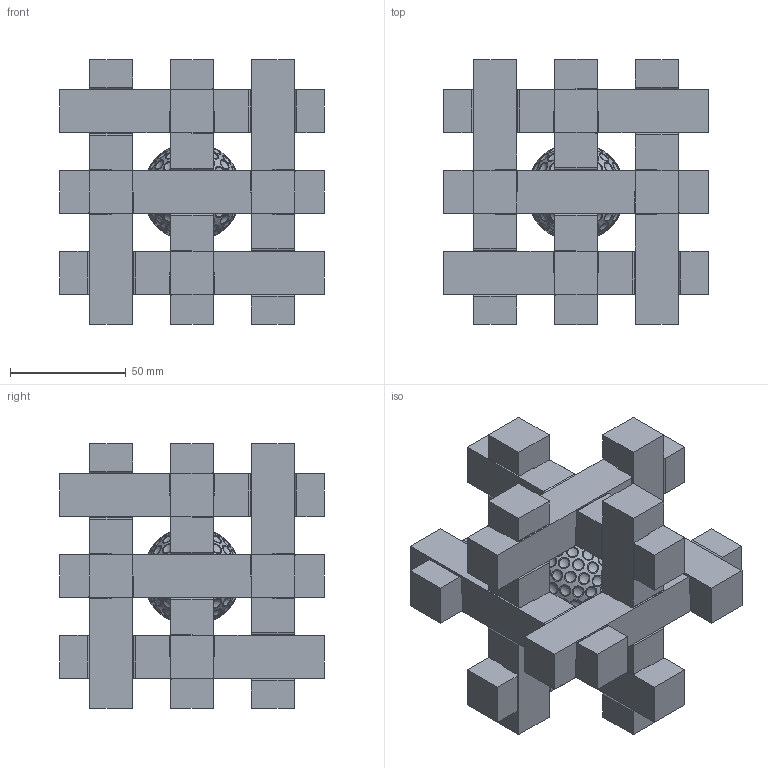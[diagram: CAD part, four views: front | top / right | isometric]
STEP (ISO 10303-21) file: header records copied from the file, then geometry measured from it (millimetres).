
FILE_DESCRIPTION(/* description */ (''),/* implementation_level */ '2;1');
FILE_NAME(/* name */ 'Puzzle.stp',/* time_stamp */ '2019-02-17T15:12:05-05:00',/* author */ ('Mark'),/* organization */ (''),/* preprocessor_version */ 'ST-DEVELOPER v16.1',/* originating_system */ 'Autodesk Inventor 2016',/* authorisation */ '');
FILE_SCHEMA (('AUTOMOTIVE_DESIGN { 1 0 10303 214 3 1 1 }'));
Length unit declared in the file: inch
Products named in the file (7): Part1; Center; Mid_Assy; Part2; Top_Bot; Lopta za golf; Puzzle
Assembly tree (15 placements, depth 4):
  Puzzle
    Mid_Assy
      Center
        Part1  x4
      Part1  x4
    Top_Bot  x2
      Part1
      Part2
    Lopta za golf
Bounding box: 114.3 x 114.3 x 114.3 mm (x, y, z)
Volume: 392709.1 mm3; surface area: 115235.1 mm2
Topology: 13 solids, 13 shells, 629 faces, 1330 edges, 886 vertices
Faces by surface type: plane 216, sphere 171, torus 170, cylinder 72
Entity records: 8564 total; most frequent: DIRECTION 1658, CARTESIAN_POINT 1311, ORIENTED_EDGE 944, AXIS2_PLACEMENT_3D 775, EDGE_LOOP 728, EDGE_CURVE 472, VERTEX_POINT 428, FACE_OUTER_BOUND 389
